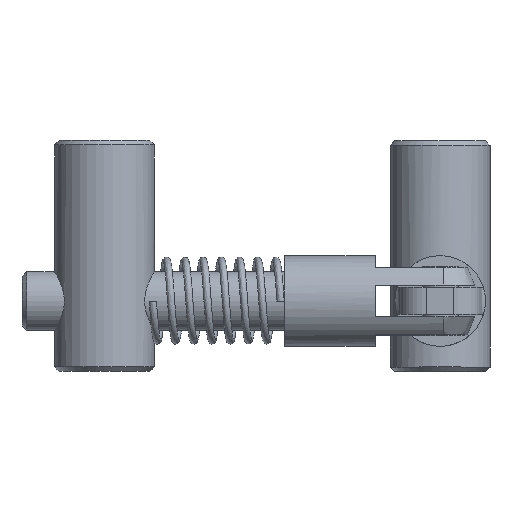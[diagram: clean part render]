
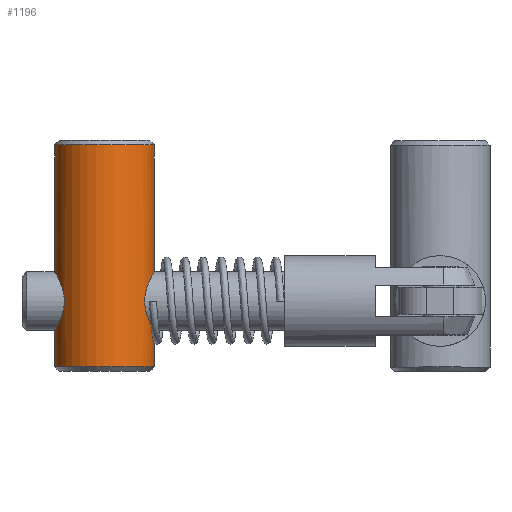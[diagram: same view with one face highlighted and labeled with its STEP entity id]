
A CAD part, top view. The second image highlights one B-rep face of the part: STEP entity #1196.
In plain terms, the highlighted cylindrical face has radius 5.5 mm (diameter 11 mm), a full revolution.
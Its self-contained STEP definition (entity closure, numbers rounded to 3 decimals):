
#133=FACE_BOUND('',#317,.T.);
#164=B_SPLINE_CURVE_WITH_KNOTS('',3,(#2503,#2504,#2505,#2506,#2507,#2508,
#2509,#2510,#2511,#2512,#2513,#2514,#2515,#2516,#2517,#2518,#2519,#2520,
#2521,#2522,#2523,#2524,#2525,#2526,#2527,#2528,#2529,#2530,#2531,#2532,
#2533,#2534,#2535,#2536),.UNSPECIFIED.,.T.,.F.,(4,2,2,2,2,2,2,2,2,2,2,2,
2,2,2,2,4),(0.,0.127,0.253,0.379,0.505,
0.63,0.756,0.883,1.009,
1.136,1.262,1.388,1.514,1.64,
1.765,1.892,2.018),.UNSPECIFIED.);
#165=B_SPLINE_CURVE_WITH_KNOTS('',3,(#2540,#2541,#2542,#2543,#2544,#2545,
#2546,#2547,#2548,#2549,#2550,#2551,#2552,#2553,#2554,#2555,#2556,#2557,
#2558),.UNSPECIFIED.,.F.,.F.,(4,2,2,2,3,2,2,2,4),(-0.505,-0.379,
-0.253,-0.127,0.,0.127,0.253,
0.379,0.505),.UNSPECIFIED.);
#166=B_SPLINE_CURVE_WITH_KNOTS('',3,(#2559,#2560,#2561,#2562,#2563,#2564,
#2565,#2566,#2567,#2568,#2569,#2570,#2571,#2572,#2573,#2574,#2575,#2576),
 .UNSPECIFIED.,.F.,.F.,(4,2,2,2,2,2,2,2,4),(-1.514,-1.388,
-1.262,-1.136,-1.009,-0.883,
-0.756,-0.63,-0.505),.UNSPECIFIED.);
#231=FACE_OUTER_BOUND('',#316,.T.);
#316=EDGE_LOOP('',(#1025,#1026,#1027,#1028,#1029,#1030,#1031,#1032,#1033));
#317=EDGE_LOOP('',(#1034));
#387=LINE('',#2651,#455);
#388=LINE('',#2652,#456);
#455=VECTOR('',#1662,5.5);
#456=VECTOR('',#1663,5.5);
#521=CIRCLE('',#1380,5.5);
#522=CIRCLE('',#1381,5.5);
#527=CIRCLE('',#1388,5.5);
#596=VERTEX_POINT('',#2502);
#597=VERTEX_POINT('',#2537);
#598=VERTEX_POINT('',#2539);
#604=VERTEX_POINT('',#2631);
#605=VERTEX_POINT('',#2632);
#608=VERTEX_POINT('',#2645);
#735=EDGE_CURVE('',#596,#596,#164,.T.);
#737=EDGE_CURVE('',#598,#597,#165,.T.);
#738=EDGE_CURVE('',#597,#598,#166,.T.);
#744=EDGE_CURVE('',#604,#605,#521,.T.);
#745=EDGE_CURVE('',#605,#604,#522,.T.);
#752=EDGE_CURVE('',#608,#608,#527,.T.);
#755=EDGE_CURVE('',#604,#598,#387,.T.);
#756=EDGE_CURVE('',#597,#608,#388,.T.);
#1025=ORIENTED_EDGE('',*,*,#744,.T.);
#1026=ORIENTED_EDGE('',*,*,#745,.T.);
#1027=ORIENTED_EDGE('',*,*,#755,.T.);
#1028=ORIENTED_EDGE('',*,*,#737,.T.);
#1029=ORIENTED_EDGE('',*,*,#756,.T.);
#1030=ORIENTED_EDGE('',*,*,#752,.T.);
#1031=ORIENTED_EDGE('',*,*,#756,.F.);
#1032=ORIENTED_EDGE('',*,*,#738,.T.);
#1033=ORIENTED_EDGE('',*,*,#755,.F.);
#1034=ORIENTED_EDGE('',*,*,#735,.T.);
#1138=CYLINDRICAL_SURFACE('',#1390,5.5);
#1196=ADVANCED_FACE('',(#231,#133),#1138,.T.);
#1380=AXIS2_PLACEMENT_3D('',#2633,#1637,#1638);
#1381=AXIS2_PLACEMENT_3D('',#2634,#1639,#1640);
#1388=AXIS2_PLACEMENT_3D('',#2646,#1655,#1656);
#1390=AXIS2_PLACEMENT_3D('',#2650,#1660,#1661);
#1637=DIRECTION('center_axis',(0.,0.,1.));
#1638=DIRECTION('ref_axis',(1.,0.,0.));
#1639=DIRECTION('center_axis',(0.,0.,1.));
#1640=DIRECTION('ref_axis',(1.,0.,0.));
#1655=DIRECTION('center_axis',(0.,0.,-1.));
#1656=DIRECTION('ref_axis',(1.,0.,0.));
#1660=DIRECTION('center_axis',(0.,0.,-1.));
#1661=DIRECTION('ref_axis',(-1.,0.,0.));
#1662=DIRECTION('',(0.,0.,1.));
#1663=DIRECTION('',(0.,0.,1.));
#2502=CARTESIAN_POINT('',(-20.753,0.,21.));
#2503=CARTESIAN_POINT('Ctrl Pts',(-19.691,-3.25,17.75));
#2504=CARTESIAN_POINT('Ctrl Pts',(-19.691,-3.25,17.328));
#2505=CARTESIAN_POINT('Ctrl Pts',(-19.757,-3.164,16.889));
#2506=CARTESIAN_POINT('Ctrl Pts',(-19.974,-2.829,16.094));
#2507=CARTESIAN_POINT('Ctrl Pts',(-20.12,-2.582,15.736));
#2508=CARTESIAN_POINT('Ctrl Pts',(-20.38,-2.016,15.17));
#2509=CARTESIAN_POINT('Ctrl Pts',(-20.514,-1.658,14.921));
#2510=CARTESIAN_POINT('Ctrl Pts',(-20.701,-0.86,
14.586));
#2511=CARTESIAN_POINT('Ctrl Pts',(-20.753,-0.419,
14.5));
#2512=CARTESIAN_POINT('Ctrl Pts',(-20.753,0.419,14.5));
#2513=CARTESIAN_POINT('Ctrl Pts',(-20.701,0.86,14.586));
#2514=CARTESIAN_POINT('Ctrl Pts',(-20.514,1.658,14.921));
#2515=CARTESIAN_POINT('Ctrl Pts',(-20.38,2.016,15.17));
#2516=CARTESIAN_POINT('Ctrl Pts',(-20.12,2.582,15.736));
#2517=CARTESIAN_POINT('Ctrl Pts',(-19.974,2.829,16.094));
#2518=CARTESIAN_POINT('Ctrl Pts',(-19.757,3.164,16.889));
#2519=CARTESIAN_POINT('Ctrl Pts',(-19.691,3.25,17.328));
#2520=CARTESIAN_POINT('Ctrl Pts',(-19.691,3.25,18.172));
#2521=CARTESIAN_POINT('Ctrl Pts',(-19.757,3.164,18.611));
#2522=CARTESIAN_POINT('Ctrl Pts',(-19.974,2.829,19.406));
#2523=CARTESIAN_POINT('Ctrl Pts',(-20.12,2.582,19.764));
#2524=CARTESIAN_POINT('Ctrl Pts',(-20.38,2.016,20.33));
#2525=CARTESIAN_POINT('Ctrl Pts',(-20.514,1.658,20.579));
#2526=CARTESIAN_POINT('Ctrl Pts',(-20.701,0.86,20.914));
#2527=CARTESIAN_POINT('Ctrl Pts',(-20.753,0.419,21.));
#2528=CARTESIAN_POINT('Ctrl Pts',(-20.753,-0.419,
21.));
#2529=CARTESIAN_POINT('Ctrl Pts',(-20.701,-0.86,
20.914));
#2530=CARTESIAN_POINT('Ctrl Pts',(-20.514,-1.658,20.579));
#2531=CARTESIAN_POINT('Ctrl Pts',(-20.38,-2.016,20.33));
#2532=CARTESIAN_POINT('Ctrl Pts',(-20.12,-2.582,19.764));
#2533=CARTESIAN_POINT('Ctrl Pts',(-19.974,-2.829,19.406));
#2534=CARTESIAN_POINT('Ctrl Pts',(-19.757,-3.164,18.611));
#2535=CARTESIAN_POINT('Ctrl Pts',(-19.691,-3.25,18.172));
#2536=CARTESIAN_POINT('Ctrl Pts',(-19.691,-3.25,17.75));
#2537=CARTESIAN_POINT('',(-9.753,0.,21.));
#2539=CARTESIAN_POINT('',(-9.753,0.,14.5));
#2540=CARTESIAN_POINT('Ctrl Pts',(-9.753,0.,
14.5));
#2541=CARTESIAN_POINT('Ctrl Pts',(-9.753,-0.419,
14.5));
#2542=CARTESIAN_POINT('Ctrl Pts',(-9.806,-0.86,
14.586));
#2543=CARTESIAN_POINT('Ctrl Pts',(-9.993,-1.658,14.921));
#2544=CARTESIAN_POINT('Ctrl Pts',(-10.127,-2.016,15.17));
#2545=CARTESIAN_POINT('Ctrl Pts',(-10.387,-2.582,15.736));
#2546=CARTESIAN_POINT('Ctrl Pts',(-10.533,-2.829,16.094));
#2547=CARTESIAN_POINT('Ctrl Pts',(-10.75,-3.164,16.889));
#2548=CARTESIAN_POINT('Ctrl Pts',(-10.816,-3.25,17.328));
#2549=CARTESIAN_POINT('Ctrl Pts',(-10.816,-3.25,17.75));
#2550=CARTESIAN_POINT('Ctrl Pts',(-10.816,-3.25,18.172));
#2551=CARTESIAN_POINT('Ctrl Pts',(-10.75,-3.164,18.611));
#2552=CARTESIAN_POINT('Ctrl Pts',(-10.533,-2.829,19.406));
#2553=CARTESIAN_POINT('Ctrl Pts',(-10.387,-2.582,19.764));
#2554=CARTESIAN_POINT('Ctrl Pts',(-10.127,-2.016,20.33));
#2555=CARTESIAN_POINT('Ctrl Pts',(-9.993,-1.658,20.579));
#2556=CARTESIAN_POINT('Ctrl Pts',(-9.806,-0.86,
20.914));
#2557=CARTESIAN_POINT('Ctrl Pts',(-9.753,-0.419,
21.));
#2558=CARTESIAN_POINT('Ctrl Pts',(-9.753,0.,
21.));
#2559=CARTESIAN_POINT('Ctrl Pts',(-9.753,0.,
21.));
#2560=CARTESIAN_POINT('Ctrl Pts',(-9.753,0.419,21.));
#2561=CARTESIAN_POINT('Ctrl Pts',(-9.806,0.86,20.914));
#2562=CARTESIAN_POINT('Ctrl Pts',(-9.993,1.658,20.579));
#2563=CARTESIAN_POINT('Ctrl Pts',(-10.127,2.016,20.33));
#2564=CARTESIAN_POINT('Ctrl Pts',(-10.387,2.582,19.764));
#2565=CARTESIAN_POINT('Ctrl Pts',(-10.533,2.829,19.406));
#2566=CARTESIAN_POINT('Ctrl Pts',(-10.75,3.164,18.611));
#2567=CARTESIAN_POINT('Ctrl Pts',(-10.816,3.25,18.172));
#2568=CARTESIAN_POINT('Ctrl Pts',(-10.816,3.25,17.328));
#2569=CARTESIAN_POINT('Ctrl Pts',(-10.75,3.164,16.889));
#2570=CARTESIAN_POINT('Ctrl Pts',(-10.533,2.829,16.094));
#2571=CARTESIAN_POINT('Ctrl Pts',(-10.387,2.582,15.736));
#2572=CARTESIAN_POINT('Ctrl Pts',(-10.127,2.016,15.17));
#2573=CARTESIAN_POINT('Ctrl Pts',(-9.993,1.658,14.921));
#2574=CARTESIAN_POINT('Ctrl Pts',(-9.806,0.86,14.586));
#2575=CARTESIAN_POINT('Ctrl Pts',(-9.753,0.419,14.5));
#2576=CARTESIAN_POINT('Ctrl Pts',(-9.753,0.,
14.5));
#2631=CARTESIAN_POINT('',(-9.753,0.,0.5));
#2632=CARTESIAN_POINT('',(-20.753,0.,0.5));
#2633=CARTESIAN_POINT('Origin',(-15.253,0.,0.5));
#2634=CARTESIAN_POINT('Origin',(-15.253,0.,0.5));
#2645=CARTESIAN_POINT('',(-9.753,0.,25.));
#2646=CARTESIAN_POINT('Origin',(-15.253,0.,25.));
#2650=CARTESIAN_POINT('Origin',(-15.253,0.,25.5));
#2651=CARTESIAN_POINT('',(-9.753,0.,25.5));
#2652=CARTESIAN_POINT('',(-9.753,0.,25.5));
